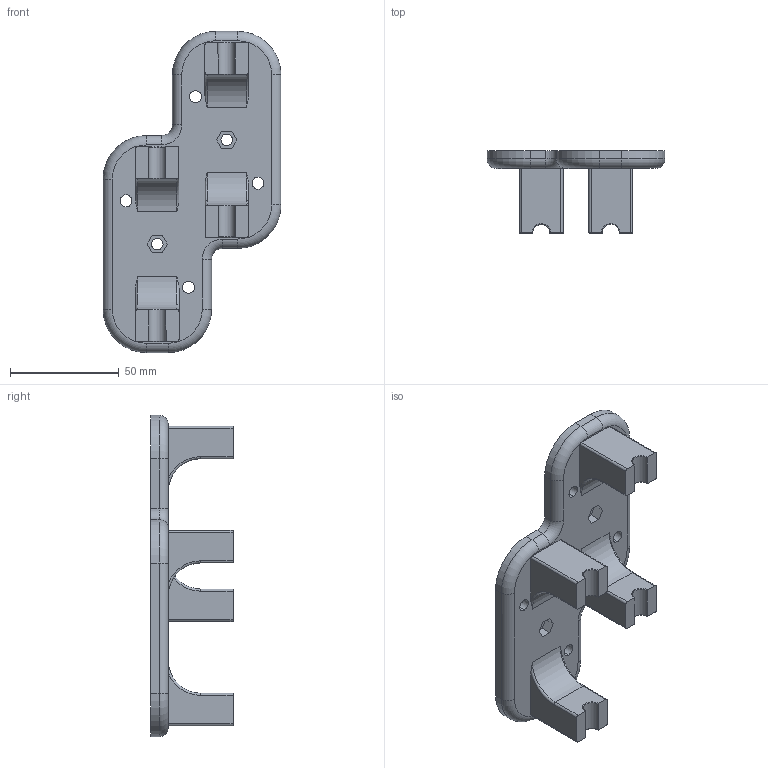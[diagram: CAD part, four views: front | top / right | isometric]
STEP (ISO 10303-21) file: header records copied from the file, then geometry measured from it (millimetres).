
FILE_DESCRIPTION((''),'2;1');
FILE_NAME('VALVE_DOUBLE_UPPER_FRAME','2024-12-13T09:40:26',('weiss'),(''),'CREO PARAMETRIC BY PTC INC, 2022014','CREO PARAMETRIC BY PTC INC, 2022014','');
FILE_SCHEMA(('CONFIG_CONTROL_DESIGN'));
Length unit declared in the file: millimetre
Products named in the file (1): VALVE_DOUBLE_UPPER_FRAME
Bounding box: 82 x 37.8 x 148.01 mm (x, y, z)
Volume: 103436.1 mm3; surface area: 28304.1 mm2
Topology: 1 solids, 1 shells, 124 faces, 324 edges, 208 vertices
Faces by surface type: cylinder 52, plane 48, torus 24
Entity records: 3966 total; most frequent: CARTESIAN_POINT 736, DIRECTION 708, ORIENTED_EDGE 648, EDGE_CURVE 324, AXIS2_PLACEMENT_3D 268, VERTEX_POINT 208, VECTOR 172, LINE 172
